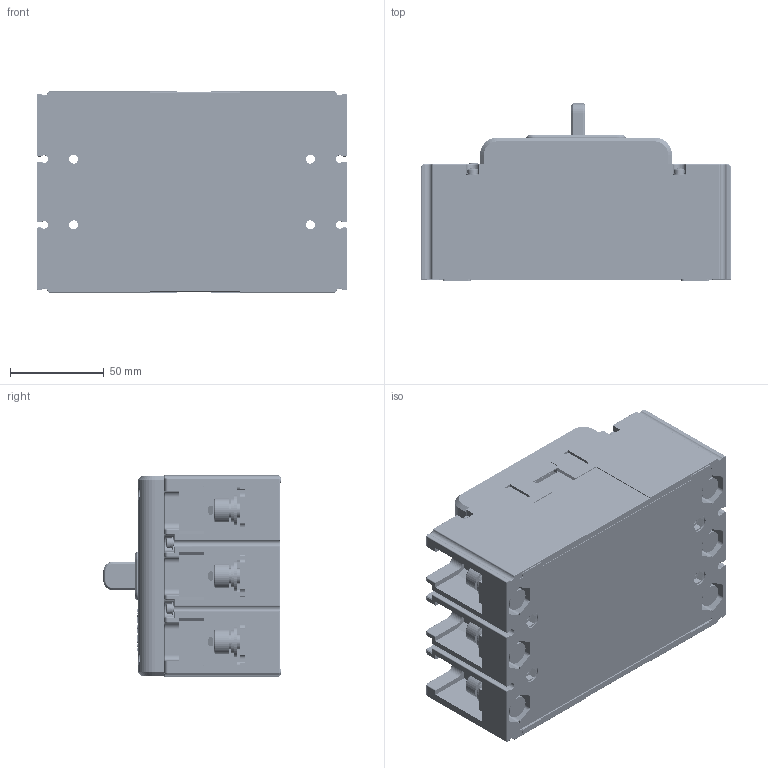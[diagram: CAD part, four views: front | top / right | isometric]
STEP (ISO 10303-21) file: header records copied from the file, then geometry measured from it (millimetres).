
FILE_DESCRIPTION((''),'2;1');
FILE_NAME('2256020100_ASM','2017-11-20T',('yan.shen'),(''),'PRO/ENGINEER BY PARAMETRIC TECHNOLOGY CORPORATION, 2015440','PRO/ENGINEER BY PARAMETRIC TECHNOLOGY CORPORATION, 2015440','');
FILE_SCHEMA(('CONFIG_CONTROL_DESIGN'));
Products named in the file (37): JZ-5DLX_024_265; GB_T809-M3X12; 5024026500_ASM; 8551033400; 8550073500; 5551070200_ASM; 6760009200_ASM; 8751002200; 8750030100; 8253057300; 8865077900_AF0; 8865078000_AF0; 5253022400_ASM; MG-5DLX_315_432; GB_T809-M3X8; 5315043200_ASM; 8253003500; 8282018100_AF0; 8315057900; 7010100305R01_GB_T823_M3X10; 7090300201_GB_T93_3; GB_T97_4_3; 5850007700_ASM; 5315043400_ASM; GB_T9074_4-M3X30; 8742102700; GB_T70_1-M8X20; 7090200704_GB_T97_1_8; 7090370701K_GB_T93_8; 5850004100_AF0_ASM; 5850004100_AF1_ASM; 5850004100_AF2_ASM; 5850004100_AF3_ASM; 5850004100_AF4_ASM; 5850004100_AF5_ASM; 8585063900; 2256020100_ASM
Assembly tree (79 placements, depth 4):
  2256020100_ASM
    6760009200_ASM
      5024026500_ASM
        JZ-5DLX_024_265
        GB_T809-M3X12  x8
      5551070200_ASM  x3
        8551033400
        8550073500
    8751002200  x3
    8750030100  x3
    5253022400_ASM
      8253057300
      8865077900_AF0
      8865078000_AF0
    5315043400_ASM
      5315043200_ASM
        MG-5DLX_315_432
        GB_T809-M3X8  x4
      8253003500
      8282018100_AF0
      8315057900
      5850007700_ASM  x4
        7010100305R01_GB_T823_M3X10
        7090300201_GB_T93_3
        GB_T97_4_3
    GB_T9074_4-M3X30  x8
    8742102700
    5850004100_AF0_ASM
      GB_T70_1-M8X20
      7090200704_GB_T97_1_8
      7090370701K_GB_T93_8
    5850004100_AF1_ASM
      GB_T70_1-M8X20
      7090200704_GB_T97_1_8
      7090370701K_GB_T93_8
    5850004100_AF2_ASM
      GB_T70_1-M8X20
      7090200704_GB_T97_1_8
      7090370701K_GB_T93_8
    5850004100_AF3_ASM
      GB_T70_1-M8X20
      7090200704_GB_T97_1_8
      7090370701K_GB_T93_8
    5850004100_AF4_ASM
      GB_T70_1-M8X20
      7090200704_GB_T97_1_8
      7090370701K_GB_T93_8
    5850004100_AF5_ASM
      GB_T70_1-M8X20
      7090200704_GB_T97_1_8
      7090370701K_GB_T93_8
    8585063900  x3
Bounding box: 165 x 94.38 x 107 mm (x, y, z)
Volume: 466548.9 mm3; surface area: 316480.7 mm2
Topology: 74 solids, 116 shells, 5375 faces, 14044 edges, 9026 vertices
Faces by surface type: plane 2833, cylinder 1813, cone 192, extrusion 188, torus 151, bspline 105, sphere 93
Entity records: 142642 total; most frequent: CARTESIAN_POINT 37991, ORIENTED_EDGE 21960, DIRECTION 21269, EDGE_CURVE 10998, VECTOR 7453, LINE 7265, VERTEX_POINT 7081, AXIS2_PLACEMENT_3D 6908
